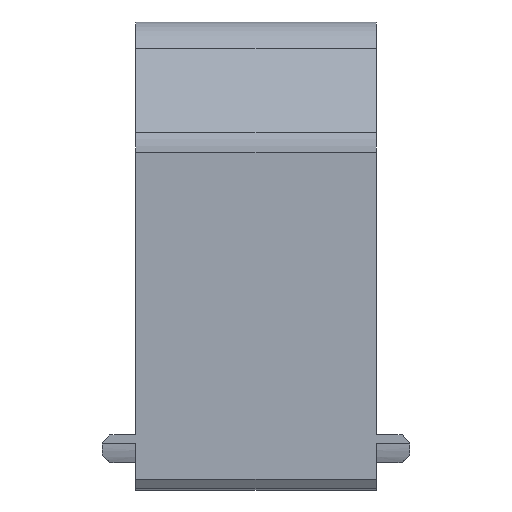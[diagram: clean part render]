
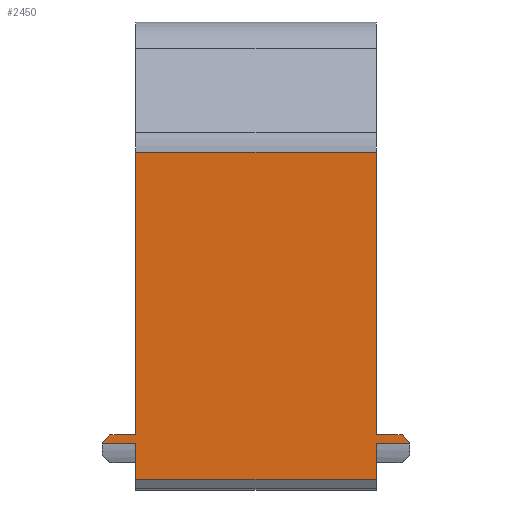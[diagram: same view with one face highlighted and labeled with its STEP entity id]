
A CAD part, front view. The second image highlights one B-rep face of the part: STEP entity #2450.
In plain terms, the highlighted planar face has unit normal (0, -1, 0).
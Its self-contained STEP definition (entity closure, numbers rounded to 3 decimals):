
#173=PLANE('',#2657);
#235=FACE_OUTER_BOUND('',#384,.T.);
#384=EDGE_LOOP('',(#1854,#1855,#1856,#1857,#1858,#1859,#1860,#1861,#1862,
#1863,#1864,#1865,#1866,#1867));
#564=LINE('',#3571,#754);
#566=LINE('',#3582,#756);
#568=LINE('',#3594,#758);
#573=LINE('',#3615,#763);
#576=LINE('',#3620,#766);
#584=LINE('',#3643,#774);
#587=LINE('',#3648,#777);
#591=LINE('',#3655,#781);
#599=LINE('',#3671,#789);
#625=LINE('',#3773,#815);
#630=LINE('',#3785,#820);
#631=LINE('',#3838,#821);
#632=LINE('',#3839,#822);
#633=LINE('',#3840,#823);
#754=VECTOR('',#2838,10.);
#756=VECTOR('',#2848,10.);
#758=VECTOR('',#2860,10.);
#763=VECTOR('',#2879,10.);
#766=VECTOR('',#2884,10.);
#774=VECTOR('',#2904,10.);
#777=VECTOR('',#2909,10.);
#781=VECTOR('',#2917,10.);
#789=VECTOR('',#2935,10.);
#815=VECTOR('',#3043,10.);
#820=VECTOR('',#3052,10.);
#821=VECTOR('',#3105,10.);
#822=VECTOR('',#3106,10.);
#823=VECTOR('',#3107,10.);
#1089=VERTEX_POINT('',#3564);
#1092=VERTEX_POINT('',#3569);
#1093=VERTEX_POINT('',#3573);
#1097=VERTEX_POINT('',#3580);
#1101=VERTEX_POINT('',#3591);
#1102=VERTEX_POINT('',#3593);
#1110=VERTEX_POINT('',#3612);
#1111=VERTEX_POINT('',#3614);
#1112=VERTEX_POINT('',#3618);
#1121=VERTEX_POINT('',#3641);
#1122=VERTEX_POINT('',#3646);
#1126=VERTEX_POINT('',#3669);
#1161=VERTEX_POINT('',#3772);
#1192=VERTEX_POINT('',#3837);
#1321=EDGE_CURVE('',#1092,#1089,#564,.T.);
#1326=EDGE_CURVE('',#1093,#1097,#566,.T.);
#1331=EDGE_CURVE('',#1102,#1101,#568,.T.);
#1341=EDGE_CURVE('',#1111,#1110,#573,.T.);
#1344=EDGE_CURVE('',#1112,#1110,#576,.T.);
#1355=EDGE_CURVE('',#1121,#1097,#584,.T.);
#1358=EDGE_CURVE('',#1122,#1121,#587,.T.);
#1362=EDGE_CURVE('',#1102,#1112,#591,.T.);
#1370=EDGE_CURVE('',#1126,#1122,#599,.T.);
#1420=EDGE_CURVE('',#1161,#1111,#625,.T.);
#1427=EDGE_CURVE('',#1101,#1089,#630,.T.);
#1453=EDGE_CURVE('',#1126,#1192,#631,.T.);
#1454=EDGE_CURVE('',#1161,#1192,#632,.T.);
#1455=EDGE_CURVE('',#1093,#1092,#633,.T.);
#1854=ORIENTED_EDGE('',*,*,#1358,.F.);
#1855=ORIENTED_EDGE('',*,*,#1370,.F.);
#1856=ORIENTED_EDGE('',*,*,#1453,.T.);
#1857=ORIENTED_EDGE('',*,*,#1454,.F.);
#1858=ORIENTED_EDGE('',*,*,#1420,.T.);
#1859=ORIENTED_EDGE('',*,*,#1341,.T.);
#1860=ORIENTED_EDGE('',*,*,#1344,.F.);
#1861=ORIENTED_EDGE('',*,*,#1362,.F.);
#1862=ORIENTED_EDGE('',*,*,#1331,.T.);
#1863=ORIENTED_EDGE('',*,*,#1427,.T.);
#1864=ORIENTED_EDGE('',*,*,#1321,.F.);
#1865=ORIENTED_EDGE('',*,*,#1455,.F.);
#1866=ORIENTED_EDGE('',*,*,#1326,.T.);
#1867=ORIENTED_EDGE('',*,*,#1355,.F.);
#2450=ADVANCED_FACE('',(#235),#173,.T.);
#2657=AXIS2_PLACEMENT_3D('',#3836,#3103,#3104);
#2838=DIRECTION('',(-1.,0.,0.));
#2848=DIRECTION('',(1.,0.,0.));
#2860=DIRECTION('',(1.,0.,0.));
#2879=DIRECTION('',(-1.,0.,0.));
#2884=DIRECTION('',(0.707,0.,0.707));
#2904=DIRECTION('',(0.,0.,-1.));
#2909=DIRECTION('',(0.707,0.,-0.707));
#2917=DIRECTION('',(0.,0.,1.));
#2935=DIRECTION('',(1.,0.,0.));
#3043=DIRECTION('',(0.,0.,-1.));
#3052=DIRECTION('',(0.,0.,-1.));
#3103=DIRECTION('center_axis',(0.,-1.,0.));
#3104=DIRECTION('ref_axis',(1.,0.,0.));
#3105=DIRECTION('',(0.,0.,1.));
#3106=DIRECTION('',(1.,0.,0.));
#3107=DIRECTION('',(0.,0.,-1.));
#3564=CARTESIAN_POINT('',(-65.,0.,-29.183));
#3569=CARTESIAN_POINT('',(65.,0.,-29.183));
#3571=CARTESIAN_POINT('',(65.,0.,-29.183));
#3573=CARTESIAN_POINT('',(65.,0.,-10.));
#3580=CARTESIAN_POINT('',(83.,0.,-10.));
#3582=CARTESIAN_POINT('',(65.,0.,-10.));
#3591=CARTESIAN_POINT('',(-65.,0.,-10.));
#3593=CARTESIAN_POINT('',(-83.,0.,-10.));
#3594=CARTESIAN_POINT('',(65.,0.,-10.));
#3612=CARTESIAN_POINT('',(-79.,0.,-5.263));
#3614=CARTESIAN_POINT('',(-65.,0.,-5.263));
#3615=CARTESIAN_POINT('',(-65.,0.,-5.263));
#3618=CARTESIAN_POINT('',(-83.,0.,-9.263));
#3620=CARTESIAN_POINT('',(-75.184,0.,-1.447));
#3641=CARTESIAN_POINT('',(83.,0.,-9.263));
#3643=CARTESIAN_POINT('',(83.,0.,147.458));
#3646=CARTESIAN_POINT('',(79.,0.,-5.263));
#3648=CARTESIAN_POINT('',(42.684,0.,31.053));
#3655=CARTESIAN_POINT('',(-83.,0.,-10.));
#3669=CARTESIAN_POINT('',(65.,0.,-5.263));
#3671=CARTESIAN_POINT('',(65.,0.,-5.263));
#3772=CARTESIAN_POINT('',(-65.,0.,147.458));
#3773=CARTESIAN_POINT('',(-65.,0.,0.));
#3785=CARTESIAN_POINT('',(-65.,0.,-25.629));
#3836=CARTESIAN_POINT('Origin',(-65.,0.,0.));
#3837=CARTESIAN_POINT('',(65.,0.,147.458));
#3838=CARTESIAN_POINT('',(65.,0.,0.));
#3839=CARTESIAN_POINT('',(-65.,0.,147.458));
#3840=CARTESIAN_POINT('',(65.,0.,-10.));
